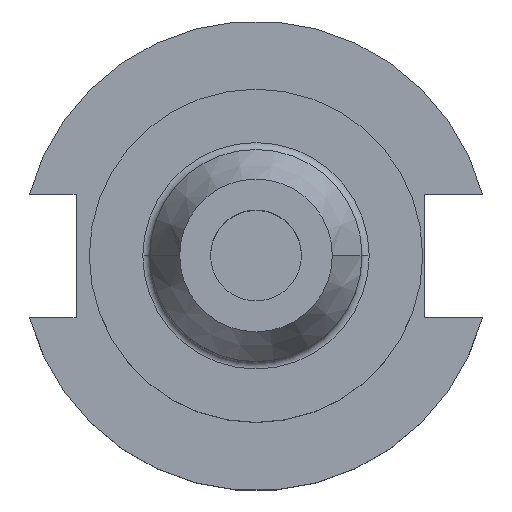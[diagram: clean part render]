
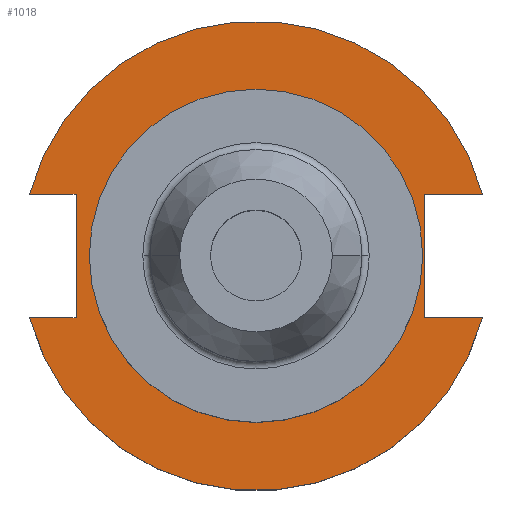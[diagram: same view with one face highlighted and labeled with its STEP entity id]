
A CAD part, top view. The second image highlights one B-rep face of the part: STEP entity #1018.
In plain terms, the highlighted planar face has unit normal (0, 0, 1).
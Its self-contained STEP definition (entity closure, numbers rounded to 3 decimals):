
#22 = LINE ( 'NONE', #845, #993 ) ;
#59 = ORIENTED_EDGE ( 'NONE', *, *, #1580, .F. ) ;
#96 = CARTESIAN_POINT ( 'NONE',  ( -47.477, -12.954, 19.05 ) ) ;
#103 = CARTESIAN_POINT ( 'NONE',  ( 35.306, -12.954, 19.05 ) ) ;
#110 = CARTESIAN_POINT ( 'NONE',  ( -37.719, 12.954, 19.05 ) ) ;
#112 = EDGE_CURVE ( 'NONE', #1450, #1559, #714, .T. ) ;
#127 = ORIENTED_EDGE ( 'NONE', *, *, #861, .T. ) ;
#251 = CARTESIAN_POINT ( 'NONE',  ( 0., 0., 19.05 ) ) ;
#262 = DIRECTION ( 'NONE',  ( 0., 0., 1. ) ) ;
#268 = DIRECTION ( 'NONE',  ( 1., 0., 0. ) ) ;
#282 = ORIENTED_EDGE ( 'NONE', *, *, #1233, .F. ) ;
#290 = DIRECTION ( 'NONE',  ( -1., 0., 0. ) ) ;
#305 = EDGE_CURVE ( 'NONE', #563, #586, #1063, .T. ) ;
#321 = VECTOR ( 'NONE', #1570, 1000. ) ;
#346 = DIRECTION ( 'NONE',  ( 0., 0., 1. ) ) ;
#347 = EDGE_CURVE ( 'NONE', #705, #1099, #1398, .T. ) ;
#350 = DIRECTION ( 'NONE',  ( 1., 0., 0. ) ) ;
#361 = DIRECTION ( 'NONE',  ( 1., 0., 0. ) ) ;
#365 = CARTESIAN_POINT ( 'NONE',  ( 35.306, -12.954, 19.05 ) ) ;
#374 = CARTESIAN_POINT ( 'NONE',  ( 34.925, 0., 19.05 ) ) ;
#417 = VERTEX_POINT ( 'NONE', #735 ) ;
#461 = CARTESIAN_POINT ( 'NONE',  ( 47.477, -12.954, 19.05 ) ) ;
#474 = DIRECTION ( 'NONE',  ( -1., 0., 0. ) ) ;
#481 = CARTESIAN_POINT ( 'NONE',  ( 35.306, 12.954, 19.05 ) ) ;
#526 = VERTEX_POINT ( 'NONE', #96 ) ;
#528 = EDGE_LOOP ( 'NONE', ( #59, #1484 ) ) ;
#537 = VECTOR ( 'NONE', #474, 1000. ) ;
#540 = CARTESIAN_POINT ( 'NONE',  ( -63.719, 12.954, 19.05 ) ) ;
#563 = VERTEX_POINT ( 'NONE', #103 ) ;
#568 = ORIENTED_EDGE ( 'NONE', *, *, #347, .T. ) ;
#569 = DIRECTION ( 'NONE',  ( 0., 0., 1. ) ) ;
#572 = CARTESIAN_POINT ( 'NONE',  ( 0., 0., 19.05 ) ) ;
#581 = EDGE_CURVE ( 'NONE', #526, #802, #669, .T. ) ;
#586 = VERTEX_POINT ( 'NONE', #461 ) ;
#614 = ORIENTED_EDGE ( 'NONE', *, *, #581, .F. ) ;
#618 = CIRCLE ( 'NONE', #1583, 34.925 ) ;
#669 = LINE ( 'NONE', #1044, #321 ) ;
#673 = CARTESIAN_POINT ( 'NONE',  ( 0., 0., 19.05 ) ) ;
#687 = EDGE_CURVE ( 'NONE', #1557, #1099, #1568, .T. ) ;
#705 = VERTEX_POINT ( 'NONE', #1152 ) ;
#714 = CIRCLE ( 'NONE', #1576, 34.925 ) ;
#731 = VECTOR ( 'NONE', #1393, 1000. ) ;
#735 = CARTESIAN_POINT ( 'NONE',  ( 35.306, 12.954, 19.05 ) ) ;
#767 = DIRECTION ( 'NONE',  ( 0., -1., 0. ) ) ;
#802 = VERTEX_POINT ( 'NONE', #822 ) ;
#822 = CARTESIAN_POINT ( 'NONE',  ( -37.719, -12.954, 19.05 ) ) ;
#833 = ORIENTED_EDGE ( 'NONE', *, *, #305, .F. ) ;
#845 = CARTESIAN_POINT ( 'NONE',  ( 35.306, 12.954, 19.05 ) ) ;
#861 = EDGE_CURVE ( 'NONE', #526, #586, #1634, .T. ) ;
#869 = ORIENTED_EDGE ( 'NONE', *, *, #1371, .F. ) ;
#876 = CARTESIAN_POINT ( 'NONE',  ( -47.477, 12.954, 19.05 ) ) ;
#895 = DIRECTION ( 'NONE',  ( 1., 0., 0. ) ) ;
#940 = LINE ( 'NONE', #1411, #1117 ) ;
#993 = VECTOR ( 'NONE', #767, 1000. ) ;
#1018 = ADVANCED_FACE ( 'NONE', ( #1414, #1154 ), #1289, .T. ) ;
#1044 = CARTESIAN_POINT ( 'NONE',  ( -63.719, -12.954, 19.05 ) ) ;
#1063 = LINE ( 'NONE', #365, #731 ) ;
#1064 = ORIENTED_EDGE ( 'NONE', *, *, #1086, .F. ) ;
#1086 = EDGE_CURVE ( 'NONE', #417, #563, #22, .T. ) ;
#1093 = VECTOR ( 'NONE', #290, 1000. ) ;
#1099 = VERTEX_POINT ( 'NONE', #876 ) ;
#1117 = VECTOR ( 'NONE', #1237, 1000. ) ;
#1121 = DIRECTION ( 'NONE',  ( 0., 0., 1. ) ) ;
#1123 = CARTESIAN_POINT ( 'NONE',  ( 0., 49.212, 19.05 ) ) ;
#1152 = CARTESIAN_POINT ( 'NONE',  ( 47.477, 12.954, 19.05 ) ) ;
#1154 = FACE_OUTER_BOUND ( 'NONE', #1365, .T. ) ;
#1233 = EDGE_CURVE ( 'NONE', #705, #417, #1431, .T. ) ;
#1237 = DIRECTION ( 'NONE',  ( 0., 1., 0. ) ) ;
#1289 = PLANE ( 'NONE',  #1349 ) ;
#1295 = ORIENTED_EDGE ( 'NONE', *, *, #687, .F. ) ;
#1308 = CARTESIAN_POINT ( 'NONE',  ( -34.925, 0., 19.05 ) ) ;
#1349 = AXIS2_PLACEMENT_3D ( 'NONE', #1123, #346, #895 ) ;
#1361 = AXIS2_PLACEMENT_3D ( 'NONE', #251, #262, #268 ) ;
#1365 = EDGE_LOOP ( 'NONE', ( #127, #833, #1064, #282, #568, #1295, #869, #614 ) ) ;
#1371 = EDGE_CURVE ( 'NONE', #802, #1557, #940, .T. ) ;
#1393 = DIRECTION ( 'NONE',  ( 1., 0., 0. ) ) ;
#1398 = CIRCLE ( 'NONE', #1361, 49.212 ) ;
#1411 = CARTESIAN_POINT ( 'NONE',  ( -37.719, 12.954, 19.05 ) ) ;
#1414 = FACE_BOUND ( 'NONE', #528, .T. ) ;
#1431 = LINE ( 'NONE', #481, #1093 ) ;
#1450 = VERTEX_POINT ( 'NONE', #1308 ) ;
#1484 = ORIENTED_EDGE ( 'NONE', *, *, #112, .F. ) ;
#1557 = VERTEX_POINT ( 'NONE', #110 ) ;
#1559 = VERTEX_POINT ( 'NONE', #374 ) ;
#1567 = AXIS2_PLACEMENT_3D ( 'NONE', #572, #569, #361 ) ;
#1568 = LINE ( 'NONE', #540, #537 ) ;
#1570 = DIRECTION ( 'NONE',  ( 1., 0., 0. ) ) ;
#1576 = AXIS2_PLACEMENT_3D ( 'NONE', #673, #1121, #350 ) ;
#1580 = EDGE_CURVE ( 'NONE', #1559, #1450, #618, .T. ) ;
#1583 = AXIS2_PLACEMENT_3D ( 'NONE', #1661, #1624, #1631 ) ;
#1624 = DIRECTION ( 'NONE',  ( 0., 0., 1. ) ) ;
#1631 = DIRECTION ( 'NONE',  ( 1., 0., 0. ) ) ;
#1634 = CIRCLE ( 'NONE', #1567, 49.212 ) ;
#1661 = CARTESIAN_POINT ( 'NONE',  ( 0., 0., 19.05 ) ) ;
